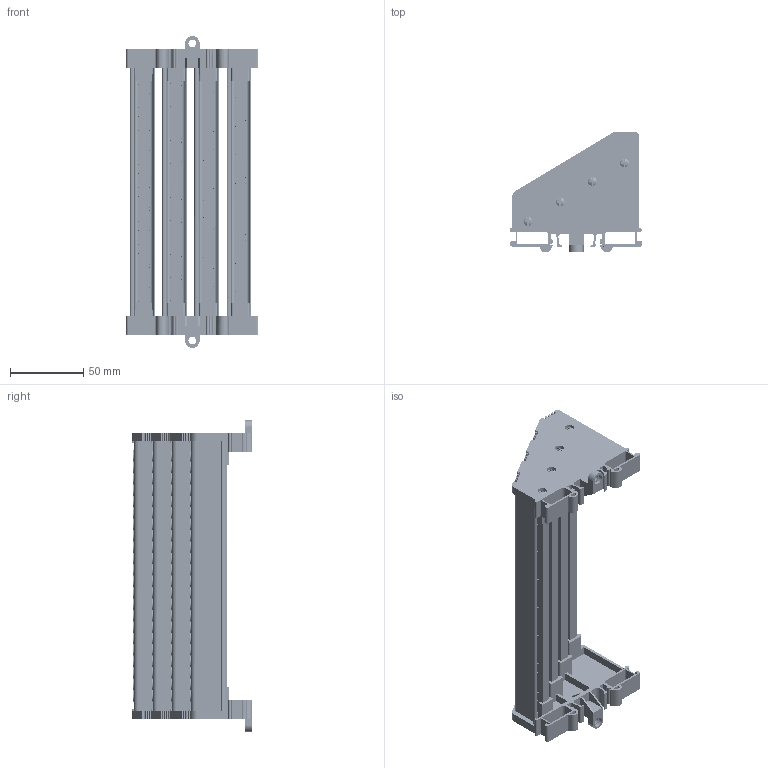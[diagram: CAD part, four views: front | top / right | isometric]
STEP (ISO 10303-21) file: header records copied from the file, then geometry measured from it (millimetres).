
FILE_DESCRIPTION (( 'STEP AP203' ), '1' );
FILE_NAME ('7x12 Dört Kutuplu Daðýtýcý Ünite - 22 Delikli ( Yüksek Tip)-1.STEP', '2019-01-22T06:13:15', ( '' ), ( '' ), 'SwSTEP 2.0', 'SolidWorks 2011', '' );
FILE_SCHEMA (( 'CONFIG_CONTROL_DESIGN' ));
Products named in the file (1): 7x12 Dört Kutuplu Daðýtýcý Ünite - 22 Delikli ( Yüksek Tip)-1
Bounding box: 90.84 x 82.3 x 212.98 mm (x, y, z)
Volume: 172269.6 mm3; surface area: 157187.5 mm2
Topology: 1 solids, 11 shells, 5420 faces, 16787 edges, 11631 vertices
Faces by surface type: plane 2620, cylinder 1503, cone 1093, bspline 184, torus 20
Entity records: 253740 total; most frequent: CARTESIAN_POINT 122638, ORIENTED_EDGE 33574, DIRECTION 17524, EDGE_CURVE 16787, VERTEX_POINT 11631, B_SPLINE_CURVE_WITH_KNOTS 9838, LINE 6848, VECTOR 6848
